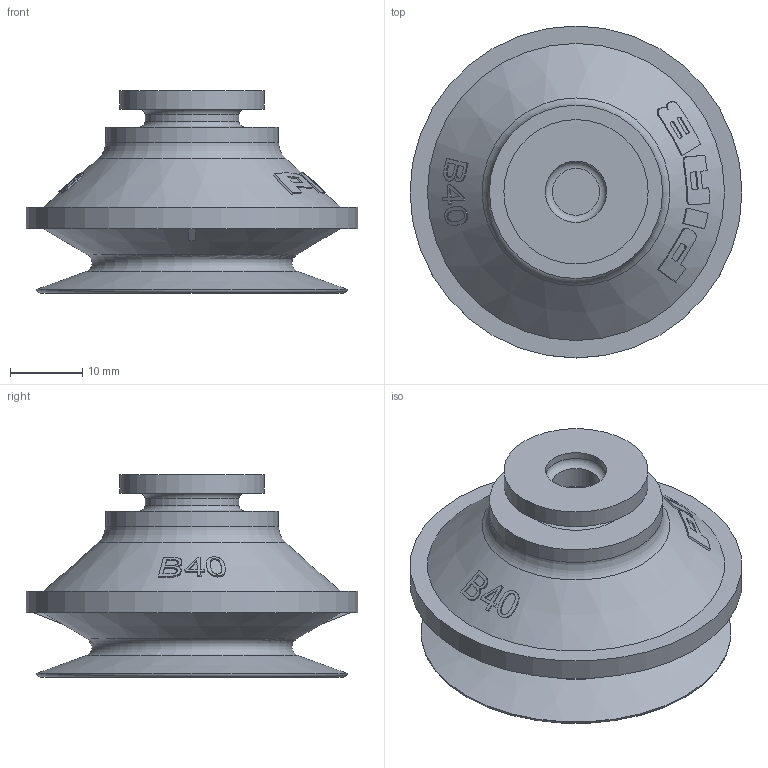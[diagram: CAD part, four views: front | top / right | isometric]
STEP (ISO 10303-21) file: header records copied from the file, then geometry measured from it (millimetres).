
FILE_DESCRIPTION( ( 'Unknown' ), '1' );
FILE_NAME( 'SE-0415744.stp', 'Unknown', ( 'Unknown' ), ( 'Unknown' ), 'PSStep 17.0.49', 'Unknown', ' ' );
FILE_SCHEMA( ( 'AUTOMOTIVE_DESIGN { 1 0 10303 214 1 1 1 1 }' ) );
Length unit declared in the file: millimetre
Products named in the file (1): 1
Bounding box: 46 x 46 x 28 mm (x, y, z)
Volume: 22248.4 mm3; surface area: 7062.4 mm2
Topology: 1 solids, 1 shells, 156 faces, 394 edges, 259 vertices
Faces by surface type: plane 79, extrusion 28, cylinder 22, cone 20, torus 7
Full cylindrical faces by diameter (mm): 6.5 x1, 8.5 x1, 13 x1, 20 x1, 24 x1, 46 x1
Entity records: 6346 total; most frequent: CARTESIAN_POINT 1877, ORIENTED_EDGE 736, DIRECTION 456, EDGE_CURVE 368, VERTEX_POINT 253, B_SPLINE_CURVE_WITH_KNOTS 248, EDGE_LOOP 192, FACE_OUTER_BOUND 168
